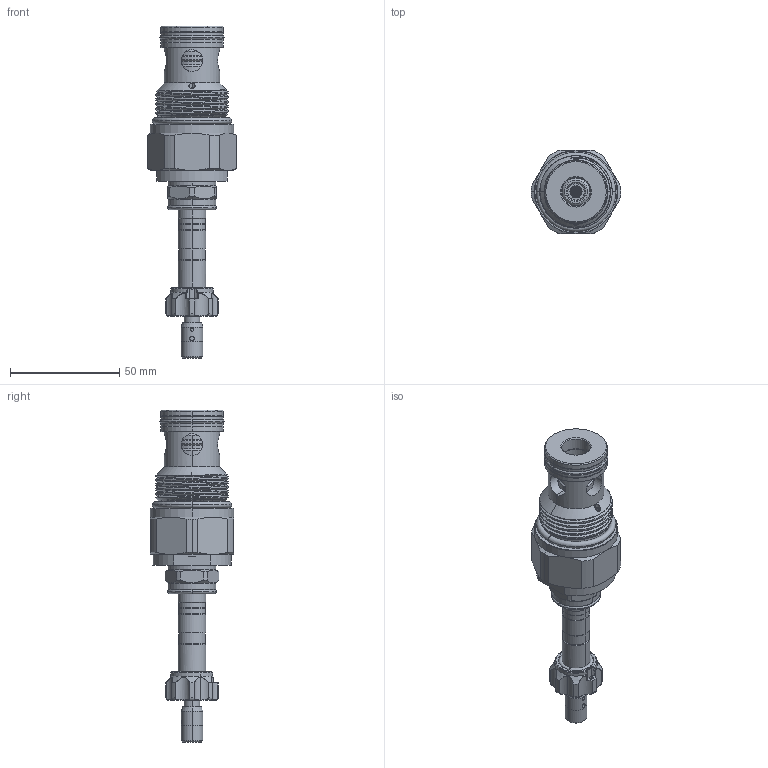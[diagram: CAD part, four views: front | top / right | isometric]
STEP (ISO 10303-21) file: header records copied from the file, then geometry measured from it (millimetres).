
FILE_DESCRIPTION (( 'STEP AP203' ), '1' );
FILE_NAME ('EP16W2A03T95.STEP', '2020-03-30T05:11:37', ( '' ), ( '' ), 'SwSTEP 2.0', 'SolidWorks 2018', '' );
FILE_SCHEMA (( 'CONFIG_CONTROL_DESIGN' ));
Length unit declared in the file: millimetre
Products named in the file (1): EP16W2A03T95
Bounding box: 41.1 x 38 x 151.75 mm (x, y, z)
Volume: 67934.3 mm3; surface area: 20992.3 mm2
Topology: 6 solids, 7 shells, 915 faces, 2297 edges, 1447 vertices
Faces by surface type: cylinder 579, plane 79, cone 79, sphere 78, torus 63, bspline 37
Entity records: 53182 total; most frequent: CARTESIAN_POINT 32785, ORIENTED_EDGE 4582, DIRECTION 3548, EDGE_CURVE 2291, VERTEX_POINT 1445, AXIS2_PLACEMENT_3D 1431, EDGE_LOOP 1206, B_SPLINE_CURVE_WITH_KNOTS 950
